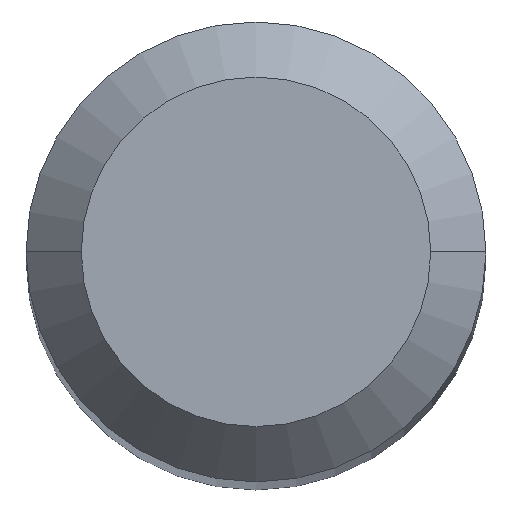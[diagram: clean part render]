
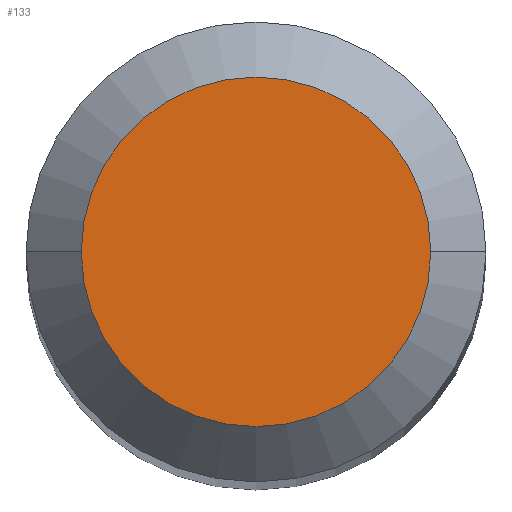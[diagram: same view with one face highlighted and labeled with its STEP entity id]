
A CAD part, top view. The second image highlights one B-rep face of the part: STEP entity #133.
In plain terms, the highlighted planar face has unit normal (0, 0, 1).
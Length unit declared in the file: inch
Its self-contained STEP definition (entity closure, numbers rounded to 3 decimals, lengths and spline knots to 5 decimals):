
#50 = PLANE ( 'NONE',  #330 ) ;
#81 = AXIS2_PLACEMENT_3D ( 'NONE', #508, #110, #309 ) ;
#83 = DIRECTION ( 'NONE',  ( -1., 0., 0. ) ) ;
#110 = DIRECTION ( 'NONE',  ( 0., 0., 1. ) ) ;
#126 = CARTESIAN_POINT ( 'NONE',  ( 0., 0., 0. ) ) ;
#133 = ADVANCED_FACE ( 'NONE', ( #209 ), #50, .F. ) ;
#157 = CIRCLE ( 'NONE', #81, 0.0475 ) ;
#185 = ORIENTED_EDGE ( 'NONE', *, *, #231, .T. ) ;
#191 = EDGE_LOOP ( 'NONE', ( #232, #185 ) ) ;
#209 = FACE_OUTER_BOUND ( 'NONE', #191, .T. ) ;
#231 = EDGE_CURVE ( 'NONE', #491, #273, #487, .T. ) ;
#232 = ORIENTED_EDGE ( 'NONE', *, *, #447, .T. ) ;
#273 = VERTEX_POINT ( 'NONE', #379 ) ;
#300 = DIRECTION ( 'NONE',  ( 0., 0., 1. ) ) ;
#309 = DIRECTION ( 'NONE',  ( 1., 0., 0. ) ) ;
#323 = DIRECTION ( 'NONE',  ( 0., 0., -1. ) ) ;
#330 = AXIS2_PLACEMENT_3D ( 'NONE', #448, #323, #83 ) ;
#379 = CARTESIAN_POINT ( 'NONE',  ( -0.0475, 0., 0. ) ) ;
#409 = CARTESIAN_POINT ( 'NONE',  ( 0.0475, 0., 0. ) ) ;
#416 = AXIS2_PLACEMENT_3D ( 'NONE', #126, #300, #501 ) ;
#447 = EDGE_CURVE ( 'NONE', #273, #491, #157, .T. ) ;
#448 = CARTESIAN_POINT ( 'NONE',  ( 0., 0.0475, 0. ) ) ;
#487 = CIRCLE ( 'NONE', #416, 0.0475 ) ;
#491 = VERTEX_POINT ( 'NONE', #409 ) ;
#501 = DIRECTION ( 'NONE',  ( 1., 0., 0. ) ) ;
#508 = CARTESIAN_POINT ( 'NONE',  ( 0., 0., 0. ) ) ;
